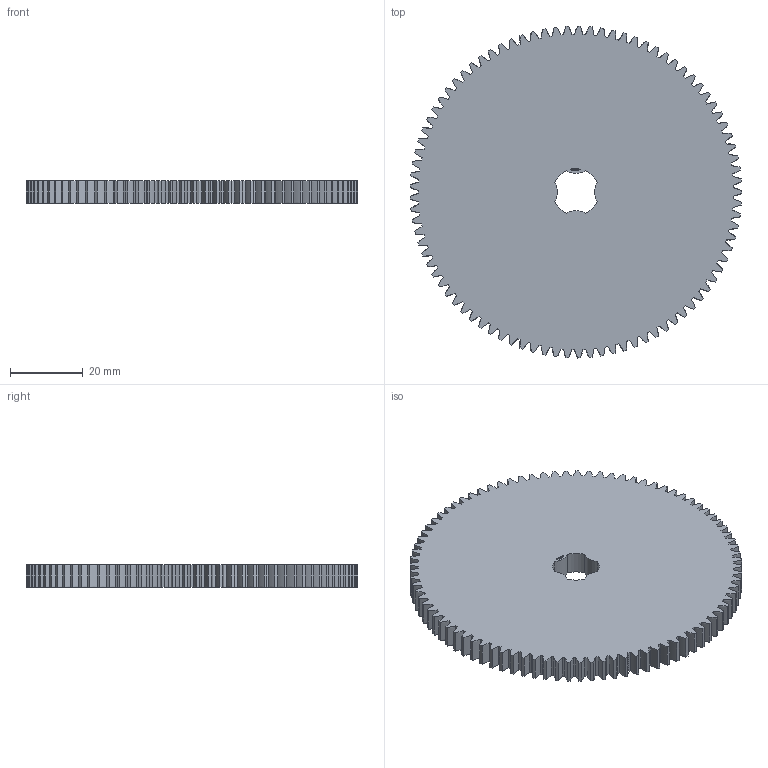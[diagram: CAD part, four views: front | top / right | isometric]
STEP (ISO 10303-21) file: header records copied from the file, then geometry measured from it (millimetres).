
FILE_DESCRIPTION(('FreeCAD Model'),'2;1');
FILE_NAME('Open CASCADE Shape Model','2024-03-11T23:24:45',(''),(''), 'Open CASCADE STEP processor 7.6','FreeCAD','Unknown');
FILE_SCHEMA(('AUTOMOTIVE_DESIGN { 1 0 10303 214 1 1 1 1 }'));
Products named in the file (1): Gear Wheel PLN TTH89 BU00.50 SFT-SHD - SPN-GWH-0334 (stemfie.org)
Bounding box: 90.98 x 91 x 6.25 mm (x, y, z)
Volume: 38073.8 mm3; surface area: 15955.6 mm2
Topology: 1 solids, 1 shells, 856 faces, 2472 edges, 1648 vertices
Faces by surface type: extrusion 516, plane 332, cylinder 8
Entity records: 82751 total; most frequent: CARTESIAN_POINT 31111, DIRECTION 6566, VECTOR 5836, LINE 5320, ORIENTED_EDGE 4944, PCURVE 4944, DEFINITIONAL_REPRESENTATION 4944, B_SPLINE_CURVE_WITH_KNOTS 2580
